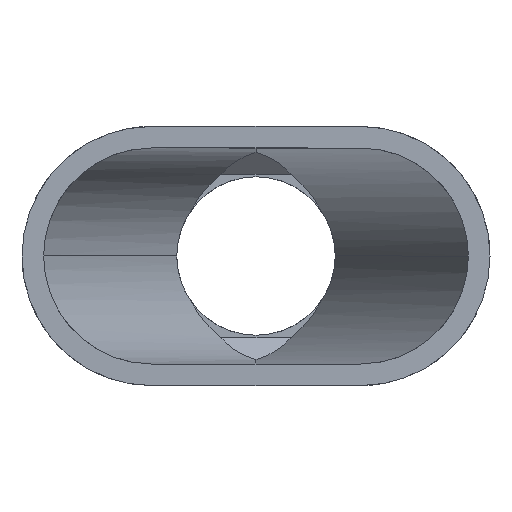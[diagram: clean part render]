
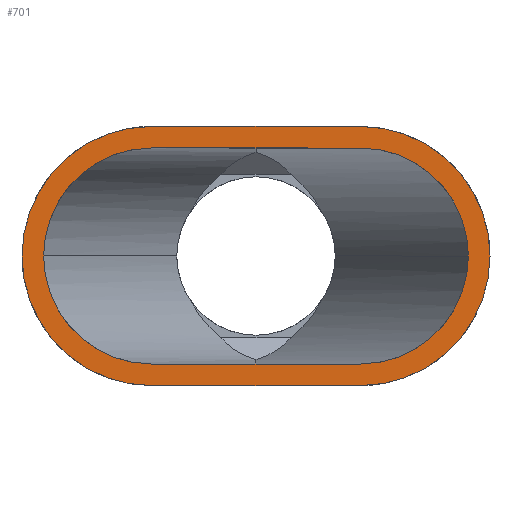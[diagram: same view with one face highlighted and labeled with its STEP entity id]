
A CAD part, front view. The second image highlights one B-rep face of the part: STEP entity #701.
In plain terms, the highlighted planar face has unit normal (0, -1, 0).
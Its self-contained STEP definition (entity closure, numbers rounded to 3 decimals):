
#1 = ORIENTED_EDGE ( 'NONE', *, *, #1217, .F. ) ;
#15 = AXIS2_PLACEMENT_3D ( 'NONE', #724, #1093, #472 ) ;
#21 = VECTOR ( 'NONE', #967, 1000. ) ;
#29 = CIRCLE ( 'NONE', #908, 1.8 ) ;
#30 = ORIENTED_EDGE ( 'NONE', *, *, #1289, .F. ) ;
#49 = EDGE_CURVE ( 'NONE', #795, #649, #926, .T. ) ;
#54 = LINE ( 'NONE', #292, #990 ) ;
#64 = ORIENTED_EDGE ( 'NONE', *, *, #930, .T. ) ;
#73 = DIRECTION ( 'NONE',  ( 0., 0., 1. ) ) ;
#86 = CARTESIAN_POINT ( 'NONE',  ( -1.45, -8., 0. ) ) ;
#99 = VERTEX_POINT ( 'NONE', #1175 ) ;
#113 = CIRCLE ( 'NONE', #1411, 1.8 ) ;
#121 = VERTEX_POINT ( 'NONE', #677 ) ;
#124 = CARTESIAN_POINT ( 'NONE',  ( -1.45, -8., -1.8 ) ) ;
#158 = DIRECTION ( 'NONE',  ( 0., -1., 0. ) ) ;
#173 = CARTESIAN_POINT ( 'NONE',  ( 1.45, -8., -1.8 ) ) ;
#187 = CIRCLE ( 'NONE', #322, 1.5 ) ;
#210 = DIRECTION ( 'NONE',  ( 0., 0., 1. ) ) ;
#223 = EDGE_CURVE ( 'NONE', #1611, #1396, #1134, .T. ) ;
#228 = DIRECTION ( 'NONE',  ( 0., -1., 0. ) ) ;
#254 = VECTOR ( 'NONE', #1524, 1000. ) ;
#271 = PLANE ( 'NONE',  #839 ) ;
#273 = DIRECTION ( 'NONE',  ( 0., -1., 0. ) ) ;
#275 = AXIS2_PLACEMENT_3D ( 'NONE', #659, #1148, #777 ) ;
#289 = ORIENTED_EDGE ( 'NONE', *, *, #291, .T. ) ;
#291 = EDGE_CURVE ( 'NONE', #666, #649, #1266, .T. ) ;
#292 = CARTESIAN_POINT ( 'NONE',  ( 0., -8., -1.5 ) ) ;
#295 = LINE ( 'NONE', #1654, #254 ) ;
#305 = EDGE_CURVE ( 'NONE', #1396, #99, #113, .T. ) ;
#322 = AXIS2_PLACEMENT_3D ( 'NONE', #1086, #1339, #841 ) ;
#329 = EDGE_CURVE ( 'NONE', #666, #1357, #1186, .T. ) ;
#389 = AXIS2_PLACEMENT_3D ( 'NONE', #1555, #273, #935 ) ;
#393 = CARTESIAN_POINT ( 'NONE',  ( 0., -8., 0. ) ) ;
#399 = EDGE_CURVE ( 'NONE', #121, #1589, #54, .T. ) ;
#415 = EDGE_LOOP ( 'NONE', ( #1324, #481, #1119, #30, #64, #459 ) ) ;
#437 = ORIENTED_EDGE ( 'NONE', *, *, #329, .F. ) ;
#459 = ORIENTED_EDGE ( 'NONE', *, *, #1085, .T. ) ;
#472 = DIRECTION ( 'NONE',  ( 0., 0., 1. ) ) ;
#481 = ORIENTED_EDGE ( 'NONE', *, *, #223, .T. ) ;
#498 = EDGE_LOOP ( 'NONE', ( #1, #856, #937, #437, #289, #1625 ) ) ;
#525 = DIRECTION ( 'NONE',  ( 0., 1., 0. ) ) ;
#526 = VERTEX_POINT ( 'NONE', #124 ) ;
#608 = DIRECTION ( 'NONE',  ( 0., -1., 0. ) ) ;
#649 = VERTEX_POINT ( 'NONE', #1143 ) ;
#659 = CARTESIAN_POINT ( 'NONE',  ( -1.45, -8., 0. ) ) ;
#666 = VERTEX_POINT ( 'NONE', #1511 ) ;
#677 = CARTESIAN_POINT ( 'NONE',  ( 1.45, -8., -1.5 ) ) ;
#689 = DIRECTION ( 'NONE',  ( -1., 0., 0. ) ) ;
#701 = ADVANCED_FACE ( 'NONE', ( #1121, #1066 ), #271, .F. ) ;
#724 = CARTESIAN_POINT ( 'NONE',  ( -1.45, -8., 0. ) ) ;
#735 = CARTESIAN_POINT ( 'NONE',  ( -1.45, -8., -1.5 ) ) ;
#773 = AXIS2_PLACEMENT_3D ( 'NONE', #1367, #608, #210 ) ;
#777 = DIRECTION ( 'NONE',  ( 0., 0., 1. ) ) ;
#795 = VERTEX_POINT ( 'NONE', #1053 ) ;
#799 = CARTESIAN_POINT ( 'NONE',  ( 1.45, -8., 0. ) ) ;
#812 = CARTESIAN_POINT ( 'NONE',  ( -2.95, -8., 0. ) ) ;
#839 = AXIS2_PLACEMENT_3D ( 'NONE', #393, #525, #1653 ) ;
#841 = DIRECTION ( 'NONE',  ( 0., 0., 1. ) ) ;
#856 = ORIENTED_EDGE ( 'NONE', *, *, #399, .T. ) ;
#857 = VERTEX_POINT ( 'NONE', #982 ) ;
#872 = DIRECTION ( 'NONE',  ( 0., 0., 1. ) ) ;
#908 = AXIS2_PLACEMENT_3D ( 'NONE', #86, #1622, #73 ) ;
#926 = CIRCLE ( 'NONE', #1333, 1.5 ) ;
#930 = EDGE_CURVE ( 'NONE', #857, #952, #1228, .T. ) ;
#935 = DIRECTION ( 'NONE',  ( 0., 0., 1. ) ) ;
#937 = ORIENTED_EDGE ( 'NONE', *, *, #1180, .F. ) ;
#947 = CARTESIAN_POINT ( 'NONE',  ( 3.25, -8., 0. ) ) ;
#952 = VERTEX_POINT ( 'NONE', #1477 ) ;
#967 = DIRECTION ( 'NONE',  ( 1., 0., 0. ) ) ;
#982 = CARTESIAN_POINT ( 'NONE',  ( -1.45, -8., 1.8 ) ) ;
#990 = VECTOR ( 'NONE', #1444, 1000. ) ;
#1006 = CARTESIAN_POINT ( 'NONE',  ( 1.45, -8., 0. ) ) ;
#1053 = CARTESIAN_POINT ( 'NONE',  ( 2.95, -8., 0. ) ) ;
#1066 = FACE_BOUND ( 'NONE', #498, .T. ) ;
#1071 = VECTOR ( 'NONE', #689, 1000. ) ;
#1085 = EDGE_CURVE ( 'NONE', #952, #526, #29, .T. ) ;
#1086 = CARTESIAN_POINT ( 'NONE',  ( 1.45, -8., 0. ) ) ;
#1093 = DIRECTION ( 'NONE',  ( 0., -1., 0. ) ) ;
#1119 = ORIENTED_EDGE ( 'NONE', *, *, #305, .T. ) ;
#1121 = FACE_OUTER_BOUND ( 'NONE', #415, .T. ) ;
#1134 = CIRCLE ( 'NONE', #773, 1.8 ) ;
#1143 = CARTESIAN_POINT ( 'NONE',  ( 1.45, -8., 1.5 ) ) ;
#1148 = DIRECTION ( 'NONE',  ( 0., -1., 0. ) ) ;
#1175 = CARTESIAN_POINT ( 'NONE',  ( 1.45, -8., 1.8 ) ) ;
#1180 = EDGE_CURVE ( 'NONE', #1357, #1589, #1474, .T. ) ;
#1186 = CIRCLE ( 'NONE', #389, 1.5 ) ;
#1216 = LINE ( 'NONE', #1442, #1071 ) ;
#1217 = EDGE_CURVE ( 'NONE', #121, #795, #187, .T. ) ;
#1228 = CIRCLE ( 'NONE', #15, 1.8 ) ;
#1243 = CARTESIAN_POINT ( 'NONE',  ( 0., -8., 1.5 ) ) ;
#1266 = LINE ( 'NONE', #1243, #21 ) ;
#1289 = EDGE_CURVE ( 'NONE', #857, #99, #295, .T. ) ;
#1324 = ORIENTED_EDGE ( 'NONE', *, *, #1454, .F. ) ;
#1333 = AXIS2_PLACEMENT_3D ( 'NONE', #799, #158, #1441 ) ;
#1339 = DIRECTION ( 'NONE',  ( 0., -1., 0. ) ) ;
#1357 = VERTEX_POINT ( 'NONE', #812 ) ;
#1367 = CARTESIAN_POINT ( 'NONE',  ( 1.45, -8., 0. ) ) ;
#1396 = VERTEX_POINT ( 'NONE', #947 ) ;
#1411 = AXIS2_PLACEMENT_3D ( 'NONE', #1006, #228, #872 ) ;
#1441 = DIRECTION ( 'NONE',  ( 0., 0., 1. ) ) ;
#1442 = CARTESIAN_POINT ( 'NONE',  ( 3.25, -8., -1.8 ) ) ;
#1444 = DIRECTION ( 'NONE',  ( -1., 0., 0. ) ) ;
#1454 = EDGE_CURVE ( 'NONE', #1611, #526, #1216, .T. ) ;
#1474 = CIRCLE ( 'NONE', #275, 1.5 ) ;
#1477 = CARTESIAN_POINT ( 'NONE',  ( -3.25, -8., 0. ) ) ;
#1511 = CARTESIAN_POINT ( 'NONE',  ( -1.45, -8., 1.5 ) ) ;
#1524 = DIRECTION ( 'NONE',  ( 1., 0., 0. ) ) ;
#1555 = CARTESIAN_POINT ( 'NONE',  ( -1.45, -8., 0. ) ) ;
#1589 = VERTEX_POINT ( 'NONE', #735 ) ;
#1611 = VERTEX_POINT ( 'NONE', #173 ) ;
#1622 = DIRECTION ( 'NONE',  ( 0., -1., 0. ) ) ;
#1625 = ORIENTED_EDGE ( 'NONE', *, *, #49, .F. ) ;
#1653 = DIRECTION ( 'NONE',  ( 0., 0., 1. ) ) ;
#1654 = CARTESIAN_POINT ( 'NONE',  ( 3.25, -8., 1.8 ) ) ;
